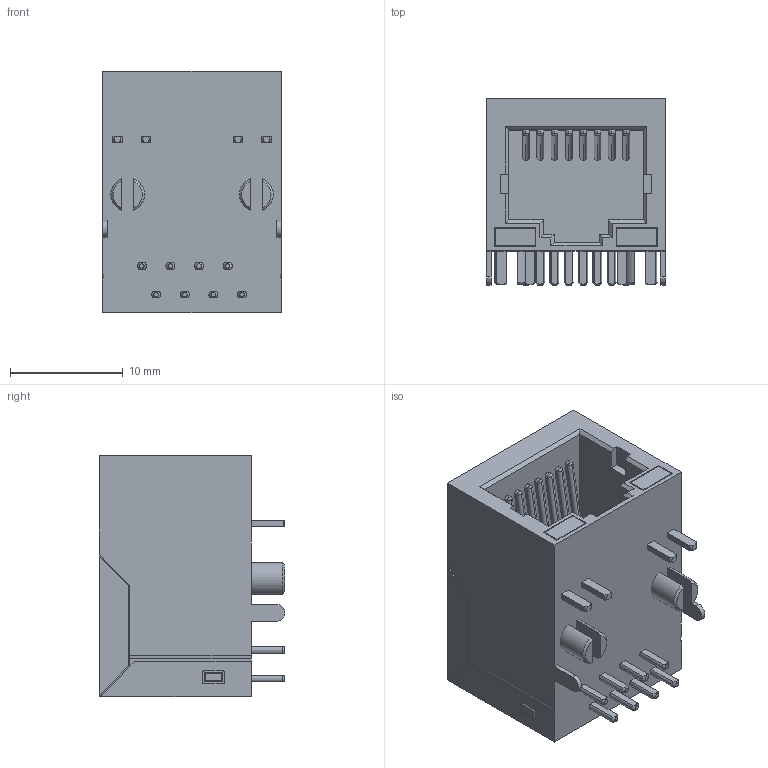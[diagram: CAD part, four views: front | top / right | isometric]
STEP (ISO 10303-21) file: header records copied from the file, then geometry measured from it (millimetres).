
FILE_DESCRIPTION (( 'STEP AP203' ), '1' );
FILE_NAME ('HR911105A.STEP', '2021-03-22T10:36:31', ( 'Admin' ), ( '' ), 'SwSTEP 2.0', 'SolidWorks 2018', '' );
FILE_SCHEMA (( 'CONFIG_CONTROL_DESIGN' ));
Length unit declared in the file: millimetre
Products named in the file (1): HR911105A
Bounding box: 15.88 x 16.5 x 21.4 mm (x, y, z)
Volume: 2996.9 mm3; surface area: 2916.2 mm2
Topology: 3 solids, 3 shells, 518 faces, 1388 edges, 902 vertices
Faces by surface type: plane 338, bspline 76, cylinder 72, cone 32
Entity records: 19829 total; most frequent: CARTESIAN_POINT 7523, ORIENTED_EDGE 2740, DIRECTION 2138, EDGE_CURVE 1370, VECTOR 992, LINE 992, VERTEX_POINT 902, EDGE_LOOP 578
